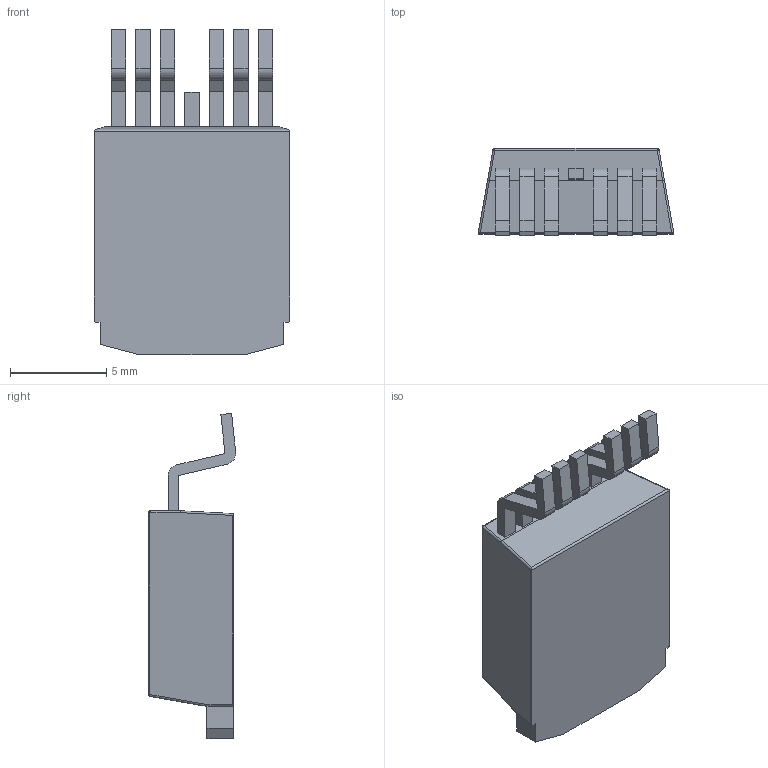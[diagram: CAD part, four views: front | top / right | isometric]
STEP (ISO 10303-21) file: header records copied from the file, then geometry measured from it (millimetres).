
FILE_DESCRIPTION (( 'STEP AP214' ), '1' );
FILE_NAME ('TO-263CB 7 Long Leads.STEP', '2016-01-03T22:50:13', ( '' ), ( '' ), 'SwSTEP 2.0', 'SolidWorks 2015', '' );
FILE_SCHEMA (( 'AUTOMOTIVE_DESIGN' ));
Length unit declared in the file: millimetre
Products named in the file (1): TO-263CB 7 Long Leads
Bounding box: 10.16 x 4.54 x 16.9 mm (x, y, z)
Volume: 454.9 mm3; surface area: 507.9 mm2
Topology: 1 solids, 1 shells, 120 faces, 325 edges, 210 vertices
Faces by surface type: plane 77, cylinder 39, sphere 4
Entity records: 4724 total; most frequent: CARTESIAN_POINT 724, ORIENTED_EDGE 642, DIRECTION 601, EDGE_CURVE 321, VECTOR 235, LINE 235, VERTEX_POINT 210, AXIS2_PLACEMENT_3D 183
